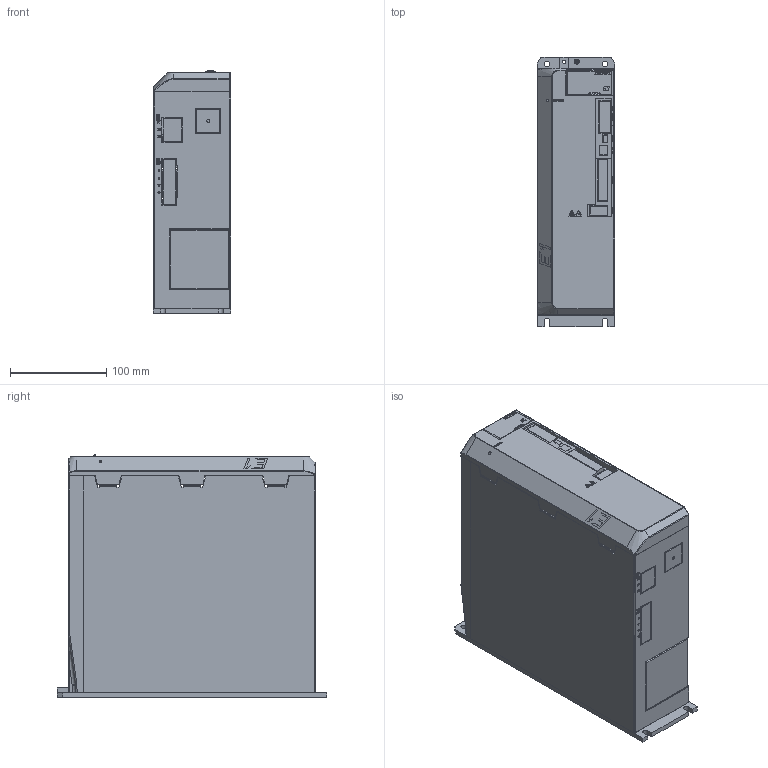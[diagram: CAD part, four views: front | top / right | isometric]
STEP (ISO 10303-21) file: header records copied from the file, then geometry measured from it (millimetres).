
FILE_DESCRIPTION (( 'STEP AP203' ), '1' );
FILE_NAME ('E1 400V 組合件 D E -WEB.STEP', '2021-10-18T05:06:15', ( 'user' ), ( 'Hewlett-Packard Company' ), 'SwSTEP 2.0', 'SolidWorks 2015', '' );
FILE_SCHEMA (( 'CONFIG_CONTROL_DESIGN' ));
Length unit declared in the file: millimetre
Products named in the file (6): D3-400W housing display cover P-2_print; E1 400V heat sink D-WEB; E1 400V housing front fieldbus D-1-WEB_print; E1 400V housing bottom 0.8 D-1-WEB_PRINT; E1 400V housing top 0.8 D-WEB_PRINT; E1 400V 組合件 D E -WEB
Assembly tree (5 placements, depth 2):
  E1 400V 組合件 D E -WEB
    D3-400W housing display cover P-2_print
    E1 400V heat sink D-WEB
    E1 400V housing front fieldbus D-1-WEB_print
    E1 400V housing bottom 0.8 D-1-WEB_PRINT
    E1 400V housing top 0.8 D-WEB_PRINT
Bounding box: 80 x 280 x 252.25 mm (x, y, z)
Volume: 693417.4 mm3; surface area: 558104.4 mm2
Topology: 16 solids, 16 shells, 1069 faces, 4004 edges, 3124 vertices
Faces by surface type: plane 819, cylinder 110, bspline 100, cone 20, torus 12, sphere 8
Entity records: 46282 total; most frequent: CARTESIAN_POINT 13105, ORIENTED_EDGE 8002, DIRECTION 4994, EDGE_CURVE 4001, VERTEX_POINT 3124, VECTOR 2604, LINE 2604, EDGE_LOOP 1279
